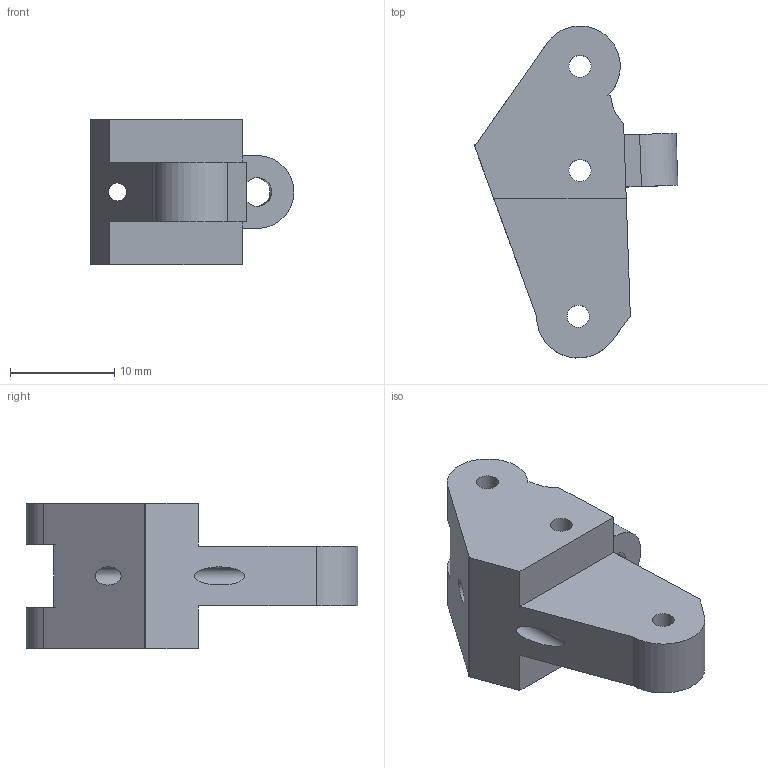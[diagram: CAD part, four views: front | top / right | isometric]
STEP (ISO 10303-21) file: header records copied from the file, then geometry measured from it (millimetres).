
FILE_DESCRIPTION(/* description */ (''),/* implementation_level */ '2;1');
FILE_NAME(/* name */ 'PinkyFingerMiddle.stp',/* time_stamp */ '2025-10-24T00:55:13-05:00',/* author */ ('aul12'),/* organization */ (''),/* preprocessor_version */ 'ST-DEVELOPER v19.2',/* originating_system */ 'Autodesk Inventor 2024',/* authorisation */ '');
FILE_SCHEMA (('AUTOMOTIVE_DESIGN { 1 0 10303 214 3 1 1 }'));
Length unit declared in the file: millimetre
Products named in the file (1): MiddleFingerMiddle
Bounding box: 19.56 x 31.86 x 14 mm (x, y, z)
Volume: 3036.7 mm3; surface area: 1948.7 mm2
Topology: 1 solids, 1 shells, 31 faces, 82 edges, 54 vertices
Faces by surface type: plane 19, cylinder 12
Full cylindrical faces by diameter (mm): 1.75 x1, 2.125 x4, 2.75 x1
Entity records: 1031 total; most frequent: DIRECTION 170, CARTESIAN_POINT 168, ORIENTED_EDGE 164, EDGE_CURVE 82, LINE 58, VECTOR 58, AXIS2_PLACEMENT_3D 56, VERTEX_POINT 54
